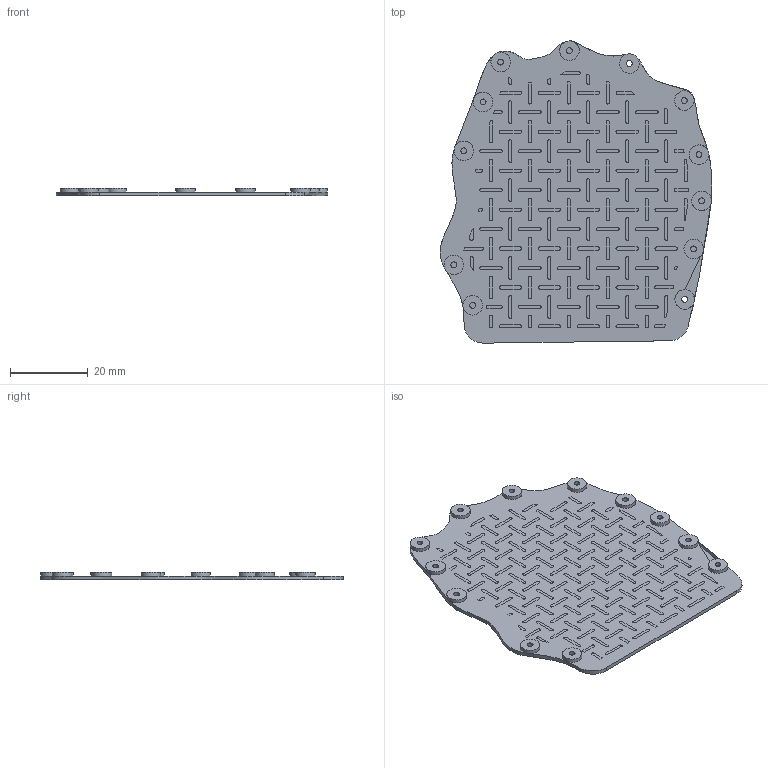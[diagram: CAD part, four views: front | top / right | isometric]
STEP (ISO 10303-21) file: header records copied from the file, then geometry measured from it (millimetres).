
FILE_DESCRIPTION(/* description */ (''),/* implementation_level */ '2;1');
FILE_NAME(/* name */ 'Palm cover.step',/* time_stamp */ '2025-04-19T08:27:00+02:00',/* author */ (''),/* organization */ (''),/* preprocessor_version */ 'ST-DEVELOPER v20.1',/* originating_system */ 'Autodesk Translation Framework v14.4.0.0',/* authorisation */ '');
FILE_SCHEMA (('AUTOMOTIVE_DESIGN { 1 0 10303 214 3 1 1 }'));
Length unit declared in the file: millimetre
Products named in the file (1): Palm cover
Bounding box: 69.74 x 77.59 x 2 mm (x, y, z)
Volume: 3775.5 mm3; surface area: 11481.6 mm2
Topology: 1 solids, 1 shells, 784 faces, 1881 edges, 1245 vertices
Faces by surface type: plane 456, cylinder 288, bspline 28, cone 12
Full cylindrical faces by diameter (mm): 1.5 x12, 5 x11
Entity records: 22260 total; most frequent: CARTESIAN_POINT 4319, ORIENTED_EDGE 3738, DIRECTION 3626, EDGE_CURVE 1869, VERTEX_POINT 1239, AXIS2_PLACEMENT_3D 1214, LINE 1198, VECTOR 1198
